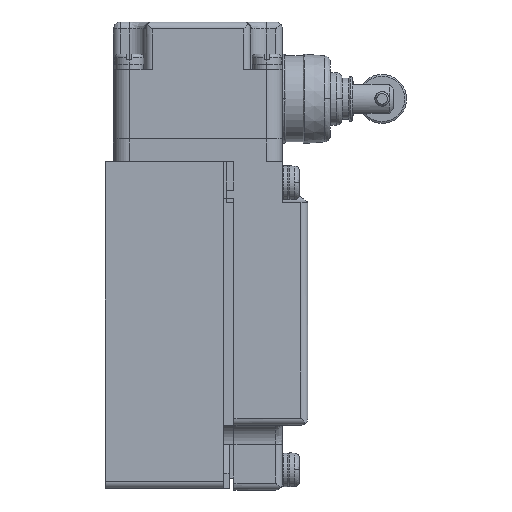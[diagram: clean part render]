
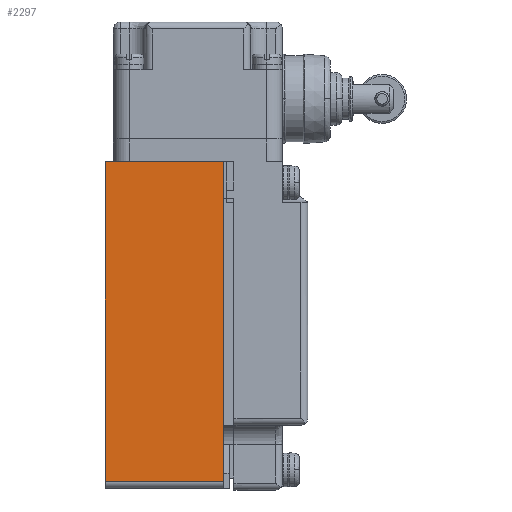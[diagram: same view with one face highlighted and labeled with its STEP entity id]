
A CAD part, left-side view. The second image highlights one B-rep face of the part: STEP entity #2297.
In plain terms, the highlighted planar face has unit normal (-1, 0, 0).
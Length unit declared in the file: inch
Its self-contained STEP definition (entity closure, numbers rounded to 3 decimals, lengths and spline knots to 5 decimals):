
#187 = ORIENTED_EDGE ( 'NONE', *, *, #21883, .F. ) ;
#16705 = VERTEX_POINT ( 'NONE', #17242 ) ;
#16985 = EDGE_CURVE ( 'NONE', #10363, #16705, #17530, .T. ) ;
#824 = VERTEX_POINT ( 'NONE', #3199 ) ;
#17242 = CARTESIAN_POINT ( 'NONE',  ( -2.72567, 2.1057, 0.83681 ) ) ;
#1094 = EDGE_CURVE ( 'NONE', #16705, #824, #3428, .T. ) ;
#17530 = LINE ( 'NONE', #17531, #17540 ) ;
#17531 = CARTESIAN_POINT ( 'NONE',  ( -2.72567, 1.0507, 0.83681 ) ) ;
#17540 = VECTOR ( 'NONE', #17541, 39.37008 ) ;
#17541 = DIRECTION ( 'NONE',  ( 0., 1., 0. ) ) ;
#1563 = ORIENTED_EDGE ( 'NONE', *, *, #1094, .T. ) ;
#2013 = ORIENTED_EDGE ( 'NONE', *, *, #16985, .T. ) ;
#2207 = EDGE_LOOP ( 'NONE', ( #2013, #1563, #187, #21239 ) ) ;
#2297 = ADVANCED_FACE ( 'NONE', ( #5078 ), #5079, .T. ) ;
#3199 = CARTESIAN_POINT ( 'NONE',  ( -2.72567, 2.1057, -2.02119 ) ) ;
#3428 = LINE ( 'NONE', #3429, #3430 ) ;
#3429 = CARTESIAN_POINT ( 'NONE',  ( -2.72567, 2.1057, -0.62319 ) ) ;
#3430 = VECTOR ( 'NONE', #3431, 39.37008 ) ;
#3431 = DIRECTION ( 'NONE',  ( 0., 0., -1. ) ) ;
#21239 = ORIENTED_EDGE ( 'NONE', *, *, #9059, .T. ) ;
#21408 = LINE ( 'NONE', #21409, #21410 ) ;
#21409 = CARTESIAN_POINT ( 'NONE',  ( -2.72567, 1.0507, -2.02119 ) ) ;
#21410 = VECTOR ( 'NONE', #21411, 39.37008 ) ;
#21411 = DIRECTION ( 'NONE',  ( 0., 1., 0. ) ) ;
#5078 = FACE_OUTER_BOUND ( 'NONE', #2207, .T. ) ;
#5079 = PLANE ( 'NONE',  #5080 ) ;
#5080 = AXIS2_PLACEMENT_3D ( 'NONE', #5081, #5082, #5083 ) ;
#5081 = CARTESIAN_POINT ( 'NONE',  ( -2.72567, 1.0507, 0.83681 ) ) ;
#5082 = DIRECTION ( 'NONE',  ( -1., 0., 0. ) ) ;
#5083 = DIRECTION ( 'NONE',  ( 0., 0., 1. ) ) ;
#21883 = EDGE_CURVE ( 'NONE', #8781, #824, #21408, .T. ) ;
#8781 = VERTEX_POINT ( 'NONE', #10828 ) ;
#9059 = EDGE_CURVE ( 'NONE', #8781, #10363, #11078, .T. ) ;
#10363 = VERTEX_POINT ( 'NONE', #12160 ) ;
#10828 = CARTESIAN_POINT ( 'NONE',  ( -2.72567, 1.0507, -2.02119 ) ) ;
#11078 = LINE ( 'NONE', #11079, #11080 ) ;
#11079 = CARTESIAN_POINT ( 'NONE',  ( -2.72567, 1.0507, 0.83681 ) ) ;
#11080 = VECTOR ( 'NONE', #11081, 39.37008 ) ;
#11081 = DIRECTION ( 'NONE',  ( 0., 0., 1. ) ) ;
#12160 = CARTESIAN_POINT ( 'NONE',  ( -2.72567, 1.0507, 0.83681 ) ) ;
